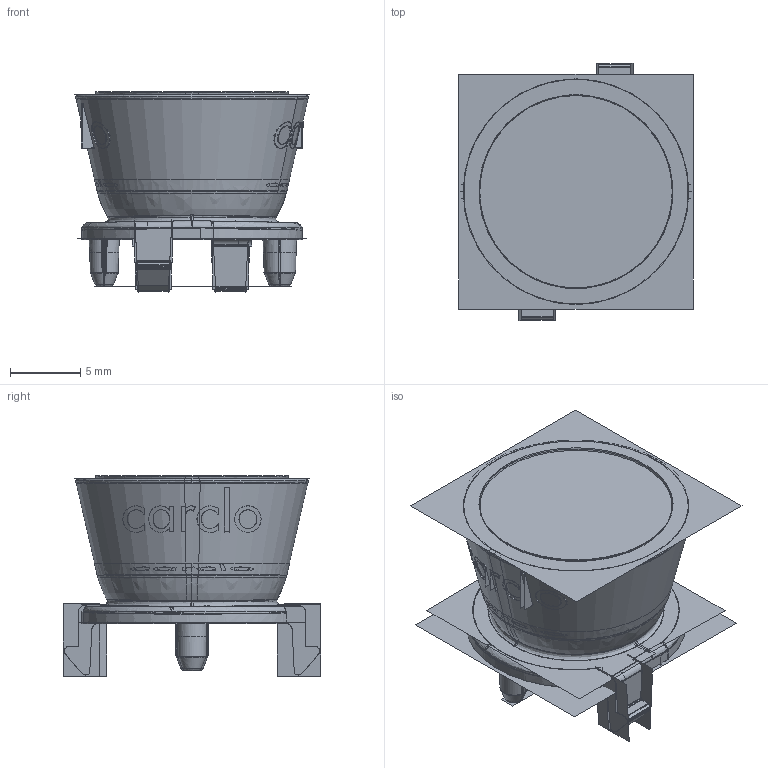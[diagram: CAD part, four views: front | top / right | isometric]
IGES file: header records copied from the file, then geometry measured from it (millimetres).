
Start section:  PTC IGES file: 73-12525-70024-refl-80-clip_CUST.igs
Global section: file name: 73-12525-70024-refl-80-clip_CUST.igs; native system: Pro/ENGINEER by Parametric Technology Corporation; preprocessor: 2010280; author: casea; organization: Unknown; date: 20120810.091406; units: millimetre
Bounding box: 16.71 x 18.32 x 14.29 mm (x, y, z)
Surface area: 4407.5 mm2 (no closed solid volume)
Topology: 0 solids, 0 shells, 808 faces, 11715 edges, 15201 vertices
Faces by surface type: bspline 564, revolution 140, extrusion 104
